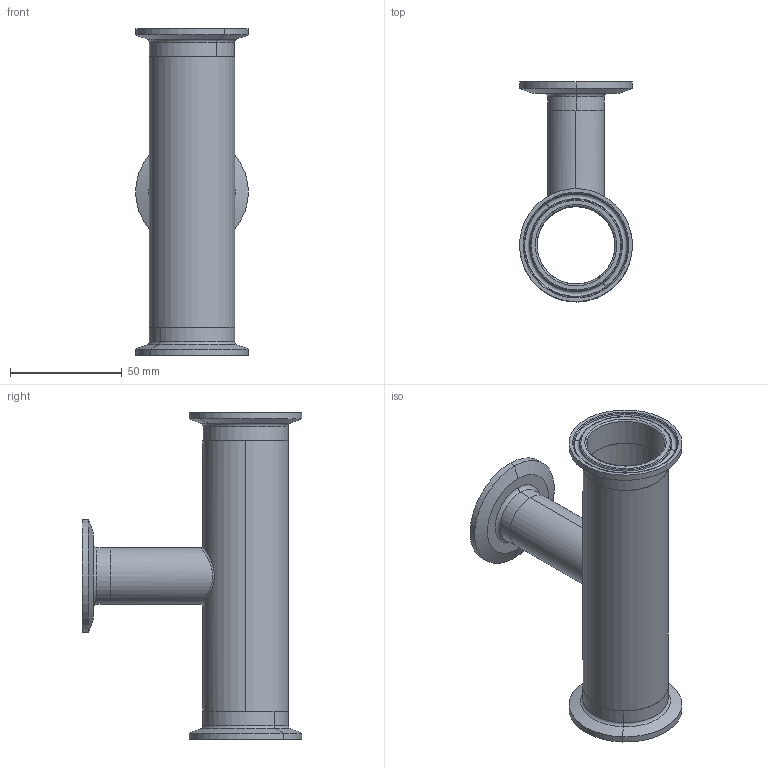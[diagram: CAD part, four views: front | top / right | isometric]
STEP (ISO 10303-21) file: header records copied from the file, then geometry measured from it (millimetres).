
FILE_DESCRIPTION (( 'STEP AP214' ), '1' );
FILE_NAME ('DT19 38.1x25.4 B.STEP', '2014-03-17T08:35:33', ( '' ), ( '' ), 'SwSTEP 2.0', 'SolidWorks 2013', '' );
FILE_SCHEMA (( 'AUTOMOTIVE_DESIGN' ));
Length unit declared in the file: inch
Products named in the file (4): DT19 38.1x25.4; DT19 38.1x25.4 B; 19 38.1; 19 25.4
Assembly tree (4 placements, depth 2):
  DT19 38.1x25.4 B
    DT19 38.1x25.4
    19 25.4
    19 38.1  x2
Bounding box: 50.4 x 98.18 x 146 mm (x, y, z)
Volume: 45630.3 mm3; surface area: 49158.9 mm2
Topology: 4 solids, 4 shells, 91 faces, 188 edges, 110 vertices
Faces by surface type: torus 30, cylinder 26, cone 18, plane 13, bspline 4
Entity records: 2981 total; most frequent: CARTESIAN_POINT 1340, DIRECTION 358, ORIENTED_EDGE 276, AXIS2_PLACEMENT_3D 163, EDGE_CURVE 138, CIRCLE 94, VERTEX_POINT 82, EDGE_LOOP 78
